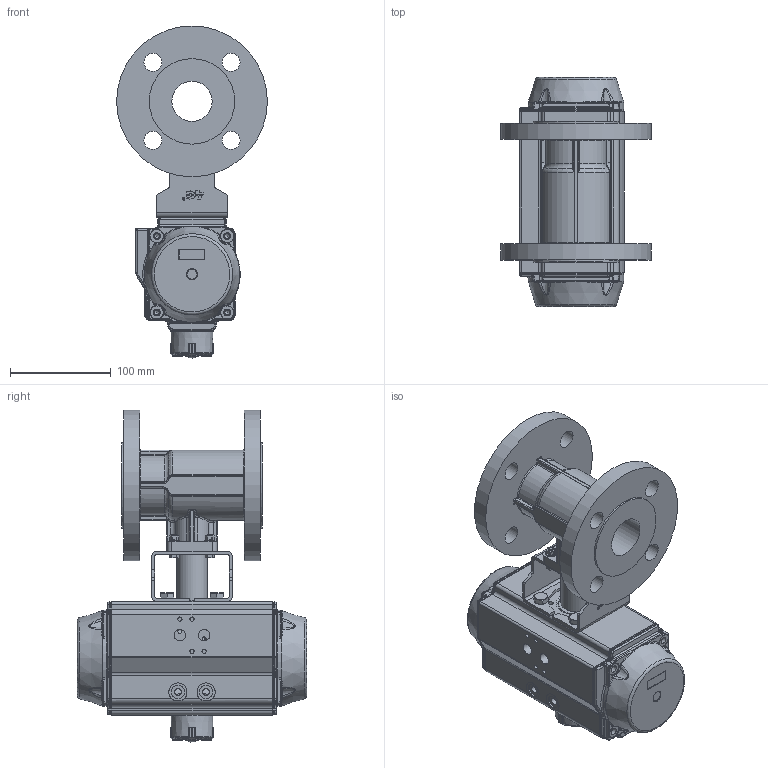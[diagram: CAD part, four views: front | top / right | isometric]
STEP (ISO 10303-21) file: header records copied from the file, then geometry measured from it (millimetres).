
FILE_DESCRIPTION(/* description */ ('Unknown'),/* implementation_level */ '2;1');
FILE_NAME(/* name */ 'PE040909-08',/* time_stamp */ '2025-02-06T11:24:20+01:00',/* author */ ('Unknown'),/* organization */ ('Unknown'),/* preprocessor_version */ 'ST-DEVELOPER v19.4',/* originating_system */ 'Solid Edge',/* authorisation */ 'Unknown');
FILE_SCHEMA (('AUTOMOTIVE_DESIGN {1 0 10303 214 3 1 1}'));
Products named in the file (18): PE040909-08; 49899011_Brücke F07-F05 Höhe 50; 49860316_Spindeladapter Edelstahl_SW17x17x15_Tasche 14x14x13_BL.65_ø3
0; 4.150_160.040; DIN 933 M8x16 A2-70 BLK_EDST; DIN558 M5x20; DIN125-5_3.1.3; DIN934_M5; PD05_PE04; VTE85____; Optische Anzeige; ______; ________(___________; cup head nib bolts with large head gb_GB_FASTENER_BOLT_CHNBW M6X25-N; huosai85; zhou85; vt85-2016-06-25  _______MIR; vt85-2016-06-25
Assembly tree (33 placements, depth 4):
  PE040909-08
    49899011_Brücke F07-F05 Höhe 50
    49860316_Spindeladapter Edelstahl_SW17x17x15_Tasche 14x14x13_BL.65_ø3
0
    4.150_160.040
    DIN 933 M8x16 A2-70 BLK_EDST  x4
    DIN558 M5x20  x4
    DIN125-5_3.1.3  x4
    DIN934_M5  x4
    PD05_PE04
      VTE85____
      Optische Anzeige
        ______
        ________(___________  x4
        cup head nib bolts with large head gb_GB_FASTENER_BOLT_CHNBW M6X25-N
      huosai85  x2
      zhou85
      vt85-2016-06-25  _______MIR
      vt85-2016-06-25
Bounding box: 150 x 228 x 330.31 mm (x, y, z)
Volume: 2032862.2 mm3; surface area: 478768.7 mm2
Topology: 31 solids, 31 shells, 3526 faces, 8774 edges, 5415 vertices
Faces by surface type: plane 1092, cylinder 906, bspline 715, torus 549, cone 235, sphere 29
Full cylindrical faces by diameter (mm): 3 x16, 3.3 x8, 4 x2, 4.134 x12, 4.66 x1, 4.917 x15, 5 x5, 5.3 x4, 6 x1, 6.2 x1, 6.3 x4, 6.647 x6, 7 x4, 8 x4, 9 x4, 10 x4, 11.445 x2, 12 x2, 13 x14, 16.2 x1, 16.5 x1, 18 x8, 18.7 x1, 20 x7, 23 x12, 26 x1, 27 x1, 30 x2, 31.5 x1, 32.2 x1
Entity records: 103928 total; most frequent: CARTESIAN_POINT 43114, ORIENTED_EDGE 12670, DIRECTION 10929, EDGE_CURVE 6335, AXIS2_PLACEMENT_3D 4357, VERTEX_POINT 4083, FACE_BOUND 3184, EDGE_LOOP 3167
